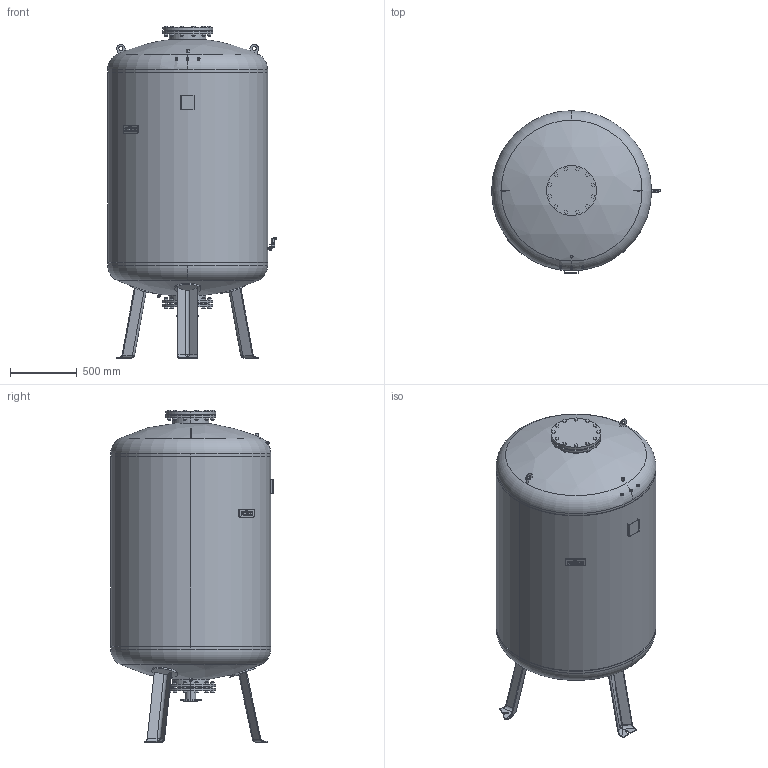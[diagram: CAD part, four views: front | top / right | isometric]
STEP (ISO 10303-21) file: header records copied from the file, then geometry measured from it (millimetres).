
FILE_DESCRIPTION((''),'2;1');
FILE_NAME('3d_RF2000_6bar-7652305.stp','2010-09-09T13:38:19',(''),(''),'Mechanical Desktop 2009','Mechanical Desktop 2009',', , ');
FILE_SCHEMA(('CONFIG_CONTROL_DESIGN'));
Length unit declared in the file: millimetre
Products named in the file (1): Product
Bounding box: 1266 x 1220 x 2490 mm (x, y, z)
Volume: 2022087528.9 mm3; surface area: 14962522.2 mm2
Topology: 23 solids, 23 shells, 940 faces, 2267 edges, 1455 vertices
Faces by surface type: plane 556, cylinder 222, cone 82, bspline 49, torus 16, sphere 15
Entity records: 28837 total; most frequent: CARTESIAN_POINT 6451, DIRECTION 4651, ORIENTED_EDGE 4494, EDGE_CURVE 2247, AXIS2_PLACEMENT_3D 1559, VECTOR 1533, LINE 1533, VERTEX_POINT 1455
